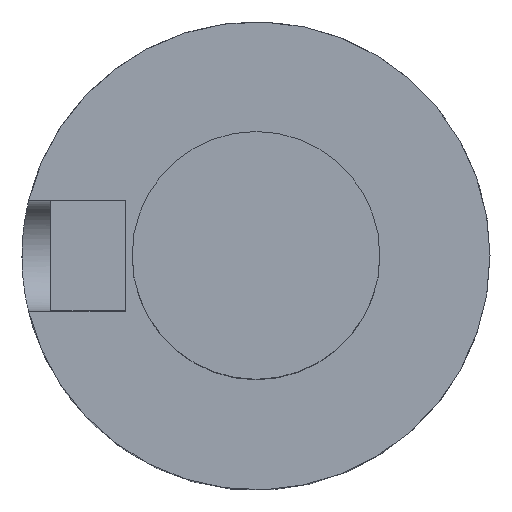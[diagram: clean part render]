
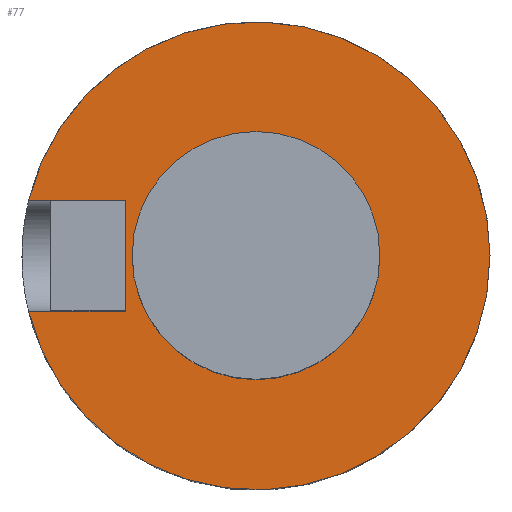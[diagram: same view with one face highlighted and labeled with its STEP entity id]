
A CAD part, top view. The second image highlights one B-rep face of the part: STEP entity #77.
In plain terms, the highlighted planar face has unit normal (0, 0, 1).
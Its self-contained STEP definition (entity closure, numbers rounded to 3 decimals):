
#77=ADVANCED_FACE('',(#151),#118,.F.);
#118=PLANE('',#834);
#151=FACE_OUTER_BOUND('',#191,.T.);
#191=EDGE_LOOP('',(#275,#276,#277,#278));
#231=CIRCLE('',#833,17.);
#275=ORIENTED_EDGE('',*,*,#541,.F.);
#276=ORIENTED_EDGE('',*,*,#542,.F.);
#277=ORIENTED_EDGE('',*,*,#543,.T.);
#278=ORIENTED_EDGE('',*,*,#544,.F.);
#467=VERTEX_POINT('',#1138);
#468=VERTEX_POINT('',#1139);
#469=VERTEX_POINT('',#1141);
#470=VERTEX_POINT('',#1143);
#541=EDGE_CURVE('',#467,#468,#643,.T.);
#542=EDGE_CURVE('',#469,#467,#644,.T.);
#543=EDGE_CURVE('',#469,#470,#645,.T.);
#544=EDGE_CURVE('',#468,#470,#231,.T.);
#643=LINE('',#1137,#722);
#644=LINE('',#1140,#723);
#645=LINE('',#1142,#724);
#722=VECTOR('',#925,1.);
#723=VECTOR('',#926,1.);
#724=VECTOR('',#927,1.);
#833=AXIS2_PLACEMENT_3D('',#1144,#928,#929);
#834=AXIS2_PLACEMENT_3D('',#1145,#930,#931);
#925=DIRECTION('',(-1.,0.,0.));
#926=DIRECTION('',(0.,1.,0.));
#927=DIRECTION('',(-1.,0.,0.));
#928=DIRECTION('',(0.,0.,-1.));
#929=DIRECTION('',(1.,0.,0.));
#930=DIRECTION('',(0.,0.,-1.));
#931=DIRECTION('',(-1.,0.,0.));
#1137=CARTESIAN_POINT('',(0.,4.01,0.));
#1138=CARTESIAN_POINT('',(-9.5,4.01,0.));
#1139=CARTESIAN_POINT('',(-16.52,4.01,0.));
#1140=CARTESIAN_POINT('',(-9.5,0.,0.));
#1141=CARTESIAN_POINT('',(-9.5,-4.01,0.));
#1142=CARTESIAN_POINT('',(-9.5,-4.01,0.));
#1143=CARTESIAN_POINT('',(-16.52,-4.01,0.));
#1144=CARTESIAN_POINT('',(0.,0.,0.));
#1145=CARTESIAN_POINT('',(0.,0.,0.));
